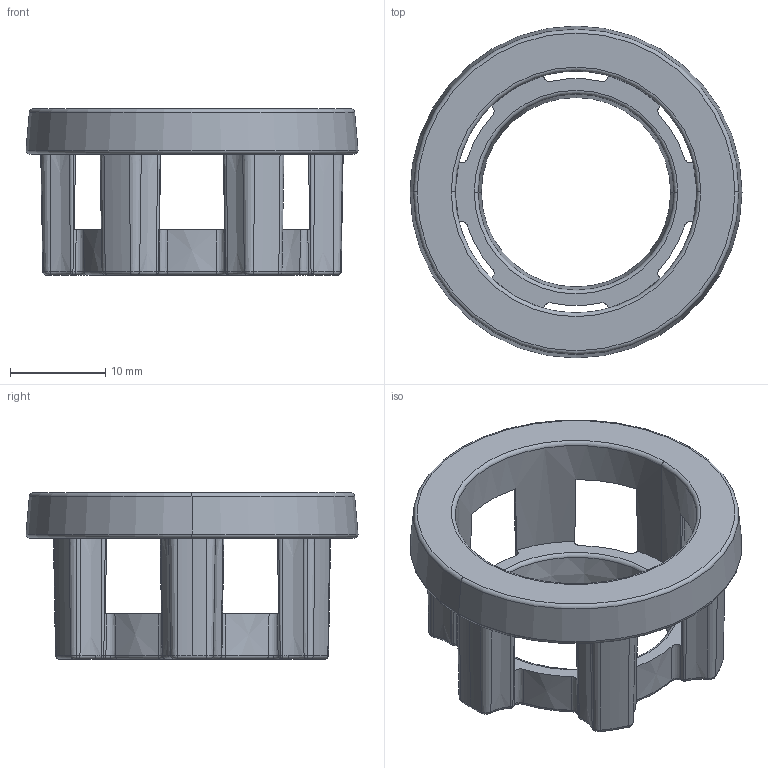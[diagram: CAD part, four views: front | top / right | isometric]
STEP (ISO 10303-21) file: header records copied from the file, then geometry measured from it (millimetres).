
FILE_DESCRIPTION (( 'STEP AP203' ), '1' );
FILE_NAME ('REV-21-2385.STEP', '2022-04-26T14:13:56', ( '' ), ( '' ), 'SwSTEP 2.0', 'SolidWorks 2022', '' );
FILE_SCHEMA (( 'CONFIG_CONTROL_DESIGN' ));
Length unit declared in the file: inch
Products named in the file (1): REV-21-2385
Bounding box: 34.85 x 34.85 x 17.46 mm (x, y, z)
Volume: 3976.6 mm3; surface area: 3637.5 mm2
Topology: 1 solids, 1 shells, 184 faces, 490 edges, 286 vertices
Faces by surface type: cone 71, torus 67, plane 16, bspline 16, cylinder 14
Entity records: 8620 total; most frequent: CARTESIAN_POINT 3971, DIRECTION 1047, ORIENTED_EDGE 956, EDGE_CURVE 478, AXIS2_PLACEMENT_3D 456, CIRCLE 287, VERTEX_POINT 286, EDGE_LOOP 188
